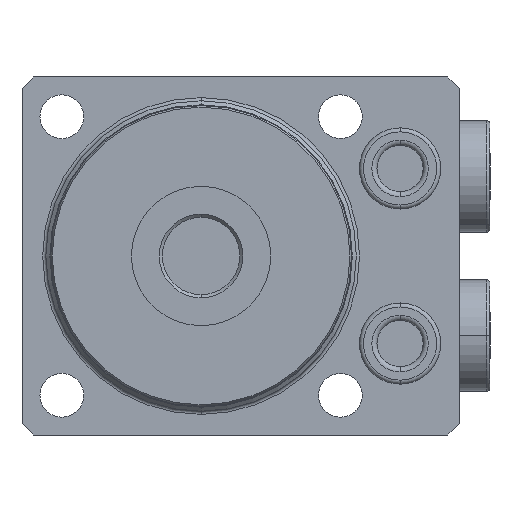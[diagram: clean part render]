
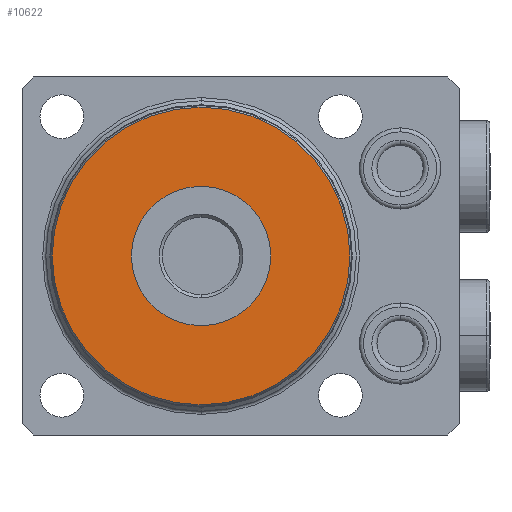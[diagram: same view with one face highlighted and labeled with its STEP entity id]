
A CAD part, front view. The second image highlights one B-rep face of the part: STEP entity #10622.
In plain terms, the highlighted planar face has unit normal (0, -1, 0).
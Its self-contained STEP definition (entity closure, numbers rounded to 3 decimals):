
#567 = DIRECTION ( 'NONE',  ( 0., 0., -1. ) ) ;
#569 = DIRECTION ( 'NONE',  ( 0., -1., 0. ) ) ;
#570 = CARTESIAN_POINT ( 'NONE',  ( 0., -82.5, 0. ) ) ;
#586 = DIRECTION ( 'NONE',  ( 0., 0., 1. ) ) ;
#587 = DIRECTION ( 'NONE',  ( 0., 1., 0. ) ) ;
#588 = CARTESIAN_POINT ( 'NONE',  ( 0., -82.5, 0. ) ) ;
#621 = DIRECTION ( 'NONE',  ( 0., 0., -1. ) ) ;
#622 = DIRECTION ( 'NONE',  ( 0., -1., 0. ) ) ;
#624 = CARTESIAN_POINT ( 'NONE',  ( 0., -82.5, 0. ) ) ;
#1083 = AXIS2_PLACEMENT_3D ( 'NONE', #6021, #6015, #6014 ) ;
#1598 = AXIS2_PLACEMENT_3D ( 'NONE', #588, #587, #586 ) ;
#1599 = AXIS2_PLACEMENT_3D ( 'NONE', #624, #622, #621 ) ;
#1667 = CIRCLE ( 'NONE', #1599, 8.75 ) ;
#1684 = CIRCLE ( 'NONE', #1598, 18.7 ) ;
#1812 = CIRCLE ( 'NONE', #2873, 8.75 ) ;
#2873 = AXIS2_PLACEMENT_3D ( 'NONE', #570, #569, #567 ) ;
#2921 = AXIS2_PLACEMENT_3D ( 'NONE', #4307, #4306, #4305 ) ;
#3337 = EDGE_CURVE ( 'NONE', #7865, #7418, #10200, .T. ) ;
#3576 = FACE_OUTER_BOUND ( 'NONE', #4555, .T. ) ;
#3587 = FACE_BOUND ( 'NONE', #5469, .T. ) ;
#3623 = EDGE_CURVE ( 'NONE', #4935, #4678, #1812, .T. ) ;
#3736 = EDGE_CURVE ( 'NONE', #4678, #4935, #1667, .T. ) ;
#3738 = EDGE_CURVE ( 'NONE', #7418, #7865, #1684, .T. ) ;
#4305 = DIRECTION ( 'NONE',  ( 0., 0., 1. ) ) ;
#4306 = DIRECTION ( 'NONE',  ( 0., 1., 0. ) ) ;
#4307 = CARTESIAN_POINT ( 'NONE',  ( 0., -82.5, 0. ) ) ;
#4555 = EDGE_LOOP ( 'NONE', ( #10034, #10035 ) ) ;
#4678 = VERTEX_POINT ( 'NONE', #9103 ) ;
#4935 = VERTEX_POINT ( 'NONE', #9021 ) ;
#5469 = EDGE_LOOP ( 'NONE', ( #10032, #10033 ) ) ;
#6014 = DIRECTION ( 'NONE',  ( 0., 0., -1. ) ) ;
#6015 = DIRECTION ( 'NONE',  ( 0., -1., 0. ) ) ;
#6018 = PLANE ( 'NONE',  #1083 ) ;
#6021 = CARTESIAN_POINT ( 'NONE',  ( 0., -82.5, 0. ) ) ;
#7418 = VERTEX_POINT ( 'NONE', #9454 ) ;
#7865 = VERTEX_POINT ( 'NONE', #9153 ) ;
#9021 = CARTESIAN_POINT ( 'NONE',  ( 0., -82.5, 8.75 ) ) ;
#9103 = CARTESIAN_POINT ( 'NONE',  ( 0., -82.5, -8.75 ) ) ;
#9153 = CARTESIAN_POINT ( 'NONE',  ( 0., -82.5, 18.7 ) ) ;
#9454 = CARTESIAN_POINT ( 'NONE',  ( 0., -82.5, -18.7 ) ) ;
#10032 = ORIENTED_EDGE ( 'NONE', *, *, #3736, .F. ) ;
#10033 = ORIENTED_EDGE ( 'NONE', *, *, #3623, .F. ) ;
#10034 = ORIENTED_EDGE ( 'NONE', *, *, #3337, .F. ) ;
#10035 = ORIENTED_EDGE ( 'NONE', *, *, #3738, .F. ) ;
#10200 = CIRCLE ( 'NONE', #2921, 18.7 ) ;
#10622 = ADVANCED_FACE ( 'NONE', ( #3587, #3576 ), #6018, .T. ) ;
